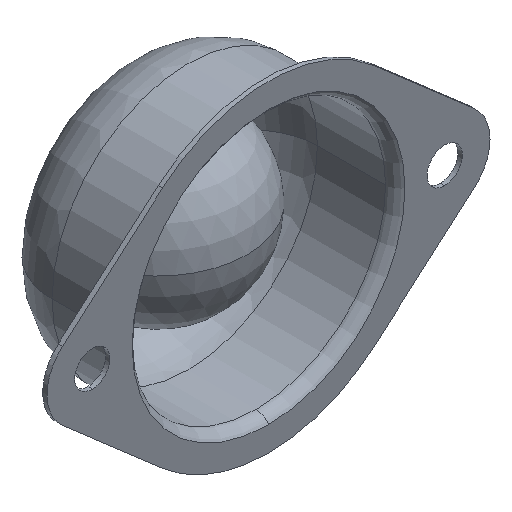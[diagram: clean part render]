
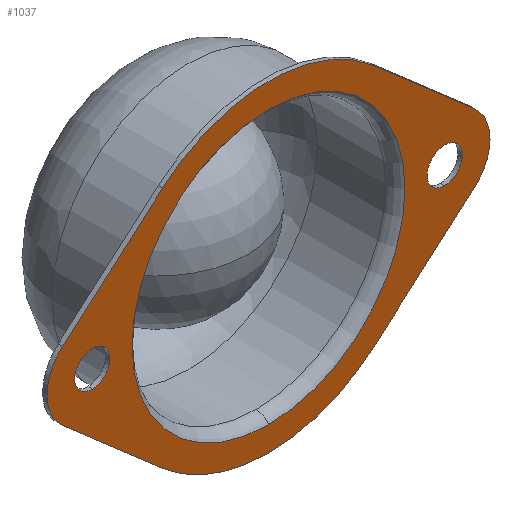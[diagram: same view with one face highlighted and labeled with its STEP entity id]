
A CAD part, isometric view. The second image highlights one B-rep face of the part: STEP entity #1037.
In plain terms, the highlighted planar face has unit normal (0, -1, 0).
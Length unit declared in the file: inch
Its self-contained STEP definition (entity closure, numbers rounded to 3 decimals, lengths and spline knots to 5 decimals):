
#7 = ORIENTED_EDGE ( 'NONE', *, *, #954, .F. ) ;
#47 = EDGE_CURVE ( 'NONE', #576, #755, #369, .T. ) ;
#56 = VERTEX_POINT ( 'NONE', #71 ) ;
#59 = CARTESIAN_POINT ( 'NONE',  ( 0., 0., 0. ) ) ;
#64 = CIRCLE ( 'NONE', #974, 0.84716 ) ;
#68 = EDGE_LOOP ( 'NONE', ( #534, #907 ) ) ;
#71 = CARTESIAN_POINT ( 'NONE',  ( 1.09375, 0., -0.10938 ) ) ;
#79 = CARTESIAN_POINT ( 'NONE',  ( -1.09375, 0., 0.10938 ) ) ;
#85 = ORIENTED_EDGE ( 'NONE', *, *, #1131, .T. ) ;
#89 = ORIENTED_EDGE ( 'NONE', *, *, #291, .F. ) ;
#114 = EDGE_CURVE ( 'NONE', #56, #185, #972, .T. ) ;
#125 = CARTESIAN_POINT ( 'NONE',  ( -0.65714, 0., -0.75377 ) ) ;
#141 = LINE ( 'NONE', #1187, #958 ) ;
#172 = EDGE_CURVE ( 'NONE', #185, #56, #1053, .T. ) ;
#182 = CIRCLE ( 'NONE', #387, 0.10938 ) ;
#185 = VERTEX_POINT ( 'NONE', #454 ) ;
#191 = VERTEX_POINT ( 'NONE', #1027 ) ;
#213 = DIRECTION ( 'NONE',  ( 0., 0., 1. ) ) ;
#226 = AXIS2_PLACEMENT_3D ( 'NONE', #852, #565, #858 ) ;
#233 = CARTESIAN_POINT ( 'NONE',  ( 0.65714, 0., 0.75377 ) ) ;
#237 = VERTEX_POINT ( 'NONE', #650 ) ;
#251 = CARTESIAN_POINT ( 'NONE',  ( -0.65714, 0., 0.75377 ) ) ;
#259 = ORIENTED_EDGE ( 'NONE', *, *, #114, .T. ) ;
#274 = DIRECTION ( 'NONE',  ( 0., 0., -1. ) ) ;
#282 = CIRCLE ( 'NONE', #924, 0.28125 ) ;
#291 = EDGE_CURVE ( 'NONE', #308, #576, #843, .T. ) ;
#293 = CARTESIAN_POINT ( 'NONE',  ( 0.65714, 0., 0.75377 ) ) ;
#300 = CARTESIAN_POINT ( 'NONE',  ( 0., 0., 0. ) ) ;
#303 = AXIS2_PLACEMENT_3D ( 'NONE', #374, #927, #1125 ) ;
#308 = VERTEX_POINT ( 'NONE', #767 ) ;
#311 = CARTESIAN_POINT ( 'NONE',  ( 0., 0., -0.84716 ) ) ;
#319 = CARTESIAN_POINT ( 'NONE',  ( 1.27857, 0., -0.212 ) ) ;
#320 = ORIENTED_EDGE ( 'NONE', *, *, #609, .F. ) ;
#330 = AXIS2_PLACEMENT_3D ( 'NONE', #581, #791, #447 ) ;
#349 = ORIENTED_EDGE ( 'NONE', *, *, #578, .F. ) ;
#351 = CARTESIAN_POINT ( 'NONE',  ( 0., 0., 0.84716 ) ) ;
#352 = CIRCLE ( 'NONE', #303, 0.28125 ) ;
#356 = LINE ( 'NONE', #410, #538 ) ;
#363 = DIRECTION ( 'NONE',  ( 0., 1., 0. ) ) ;
#367 = VERTEX_POINT ( 'NONE', #79 ) ;
#369 = CIRCLE ( 'NONE', #1191, 1. ) ;
#374 = CARTESIAN_POINT ( 'NONE',  ( 1.09375, 0., 0. ) ) ;
#387 = AXIS2_PLACEMENT_3D ( 'NONE', #963, #803, #795 ) ;
#392 = ORIENTED_EDGE ( 'NONE', *, *, #887, .T. ) ;
#402 = VERTEX_POINT ( 'NONE', #351 ) ;
#403 = EDGE_LOOP ( 'NONE', ( #259, #472 ) ) ;
#404 = AXIS2_PLACEMENT_3D ( 'NONE', #544, #743, #646 ) ;
#410 = CARTESIAN_POINT ( 'NONE',  ( 1.27857, 0., -0.212 ) ) ;
#440 = CARTESIAN_POINT ( 'NONE',  ( 0., 0., 0. ) ) ;
#447 = DIRECTION ( 'NONE',  ( 0., 0., 1. ) ) ;
#454 = CARTESIAN_POINT ( 'NONE',  ( 1.09375, 0., 0.10937 ) ) ;
#458 = VERTEX_POINT ( 'NONE', #251 ) ;
#471 = EDGE_CURVE ( 'NONE', #402, #1059, #600, .T. ) ;
#472 = ORIENTED_EDGE ( 'NONE', *, *, #172, .T. ) ;
#481 = ORIENTED_EDGE ( 'NONE', *, *, #47, .F. ) ;
#501 = ORIENTED_EDGE ( 'NONE', *, *, #1070, .F. ) ;
#507 = EDGE_CURVE ( 'NONE', #512, #715, #282, .T. ) ;
#512 = VERTEX_POINT ( 'NONE', #515 ) ;
#515 = CARTESIAN_POINT ( 'NONE',  ( -1.27857, 0., -0.212 ) ) ;
#525 = CARTESIAN_POINT ( 'NONE',  ( 0., 0., 0. ) ) ;
#529 = DIRECTION ( 'NONE',  ( 0., -1., 0. ) ) ;
#534 = ORIENTED_EDGE ( 'NONE', *, *, #471, .F. ) ;
#538 = VECTOR ( 'NONE', #881, 39.37008 ) ;
#541 = AXIS2_PLACEMENT_3D ( 'NONE', #1052, #577, #213 ) ;
#542 = AXIS2_PLACEMENT_3D ( 'NONE', #917, #659, #655 ) ;
#544 = CARTESIAN_POINT ( 'NONE',  ( 1.09375, 0., 0. ) ) ;
#555 = VERTEX_POINT ( 'NONE', #319 ) ;
#565 = DIRECTION ( 'NONE',  ( 0., 1., 0. ) ) ;
#566 = EDGE_LOOP ( 'NONE', ( #392, #85 ) ) ;
#576 = VERTEX_POINT ( 'NONE', #700 ) ;
#577 = DIRECTION ( 'NONE',  ( 0., 1., 0. ) ) ;
#578 = EDGE_CURVE ( 'NONE', #555, #308, #356, .T. ) ;
#581 = CARTESIAN_POINT ( 'NONE',  ( -1.09375, 0., 0. ) ) ;
#584 = FACE_OUTER_BOUND ( 'NONE', #942, .T. ) ;
#589 = DIRECTION ( 'NONE',  ( -0.754, 0., 0.657 ) ) ;
#598 = LINE ( 'NONE', #125, #1142 ) ;
#600 = CIRCLE ( 'NONE', #943, 0.84716 ) ;
#609 = EDGE_CURVE ( 'NONE', #191, #555, #352, .T. ) ;
#620 = DIRECTION ( 'NONE',  ( 0., 0., 1. ) ) ;
#646 = DIRECTION ( 'NONE',  ( 0., 0., 1. ) ) ;
#650 = CARTESIAN_POINT ( 'NONE',  ( -1.09375, 0., -0.10938 ) ) ;
#655 = DIRECTION ( 'NONE',  ( 0., 0., 1. ) ) ;
#659 = DIRECTION ( 'NONE',  ( 0., 1., 0. ) ) ;
#671 = EDGE_CURVE ( 'NONE', #920, #191, #1102, .T. ) ;
#683 = ORIENTED_EDGE ( 'NONE', *, *, #1107, .F. ) ;
#700 = CARTESIAN_POINT ( 'NONE',  ( 0., 0., -1. ) ) ;
#711 = PLANE ( 'NONE',  #541 ) ;
#714 = AXIS2_PLACEMENT_3D ( 'NONE', #300, #949, #944 ) ;
#715 = VERTEX_POINT ( 'NONE', #1151 ) ;
#719 = ORIENTED_EDGE ( 'NONE', *, *, #507, .F. ) ;
#730 = CARTESIAN_POINT ( 'NONE',  ( -1.09375, 0., 0. ) ) ;
#732 = CIRCLE ( 'NONE', #330, 0.10938 ) ;
#743 = DIRECTION ( 'NONE',  ( 0., 1., 0. ) ) ;
#755 = VERTEX_POINT ( 'NONE', #774 ) ;
#767 = CARTESIAN_POINT ( 'NONE',  ( 0.65714, 0., -0.75377 ) ) ;
#774 = CARTESIAN_POINT ( 'NONE',  ( -0.65714, 0., -0.75377 ) ) ;
#791 = DIRECTION ( 'NONE',  ( 0., 1., 0. ) ) ;
#795 = DIRECTION ( 'NONE',  ( 0., 0., 1. ) ) ;
#803 = DIRECTION ( 'NONE',  ( 0., 1., 0. ) ) ;
#817 = DIRECTION ( 'NONE',  ( 0.754, 0., 0.657 ) ) ;
#841 = FACE_BOUND ( 'NONE', #566, .T. ) ;
#843 = CIRCLE ( 'NONE', #226, 1. ) ;
#852 = CARTESIAN_POINT ( 'NONE',  ( 0., 0., 0. ) ) ;
#858 = DIRECTION ( 'NONE',  ( 0., 0., 1. ) ) ;
#860 = VECTOR ( 'NONE', #1123, 39.37008 ) ;
#881 = DIRECTION ( 'NONE',  ( -0.754, 0., -0.657 ) ) ;
#887 = EDGE_CURVE ( 'NONE', #237, #367, #182, .T. ) ;
#889 = ORIENTED_EDGE ( 'NONE', *, *, #671, .F. ) ;
#907 = ORIENTED_EDGE ( 'NONE', *, *, #999, .F. ) ;
#917 = CARTESIAN_POINT ( 'NONE',  ( 1.09375, 0., 0. ) ) ;
#920 = VERTEX_POINT ( 'NONE', #233 ) ;
#924 = AXIS2_PLACEMENT_3D ( 'NONE', #730, #363, #1108 ) ;
#927 = DIRECTION ( 'NONE',  ( 0., 1., 0. ) ) ;
#933 = FACE_BOUND ( 'NONE', #403, .T. ) ;
#942 = EDGE_LOOP ( 'NONE', ( #89, #349, #320, #889, #501, #7, #719, #683, #481 ) ) ;
#943 = AXIS2_PLACEMENT_3D ( 'NONE', #440, #1094, #274 ) ;
#944 = DIRECTION ( 'NONE',  ( 0., 0., 1. ) ) ;
#946 = FACE_BOUND ( 'NONE', #68, .T. ) ;
#949 = DIRECTION ( 'NONE',  ( 0., 1., 0. ) ) ;
#954 = EDGE_CURVE ( 'NONE', #715, #458, #141, .T. ) ;
#958 = VECTOR ( 'NONE', #817, 39.37008 ) ;
#963 = CARTESIAN_POINT ( 'NONE',  ( -1.09375, 0., 0. ) ) ;
#972 = CIRCLE ( 'NONE', #542, 0.10938 ) ;
#974 = AXIS2_PLACEMENT_3D ( 'NONE', #59, #529, #1092 ) ;
#999 = EDGE_CURVE ( 'NONE', #1059, #402, #64, .T. ) ;
#1020 = CIRCLE ( 'NONE', #714, 1. ) ;
#1027 = CARTESIAN_POINT ( 'NONE',  ( 1.27857, 0., 0.212 ) ) ;
#1037 = ADVANCED_FACE ( 'NONE', ( #841, #584, #933, #946 ), #711, .F. ) ;
#1052 = CARTESIAN_POINT ( 'NONE',  ( 0., 0., 0. ) ) ;
#1053 = CIRCLE ( 'NONE', #404, 0.10938 ) ;
#1059 = VERTEX_POINT ( 'NONE', #311 ) ;
#1070 = EDGE_CURVE ( 'NONE', #458, #920, #1020, .T. ) ;
#1092 = DIRECTION ( 'NONE',  ( 0., 0., -1. ) ) ;
#1094 = DIRECTION ( 'NONE',  ( 0., -1., 0. ) ) ;
#1102 = LINE ( 'NONE', #293, #860 ) ;
#1107 = EDGE_CURVE ( 'NONE', #755, #512, #598, .T. ) ;
#1108 = DIRECTION ( 'NONE',  ( 0., 0., 1. ) ) ;
#1123 = DIRECTION ( 'NONE',  ( 0.754, 0., -0.657 ) ) ;
#1125 = DIRECTION ( 'NONE',  ( 0., 0., -1. ) ) ;
#1131 = EDGE_CURVE ( 'NONE', #367, #237, #732, .T. ) ;
#1142 = VECTOR ( 'NONE', #589, 39.37008 ) ;
#1151 = CARTESIAN_POINT ( 'NONE',  ( -1.27857, 0., 0.212 ) ) ;
#1182 = DIRECTION ( 'NONE',  ( 0., 1., 0. ) ) ;
#1187 = CARTESIAN_POINT ( 'NONE',  ( -1.27857, 0., 0.212 ) ) ;
#1191 = AXIS2_PLACEMENT_3D ( 'NONE', #525, #1182, #620 ) ;
